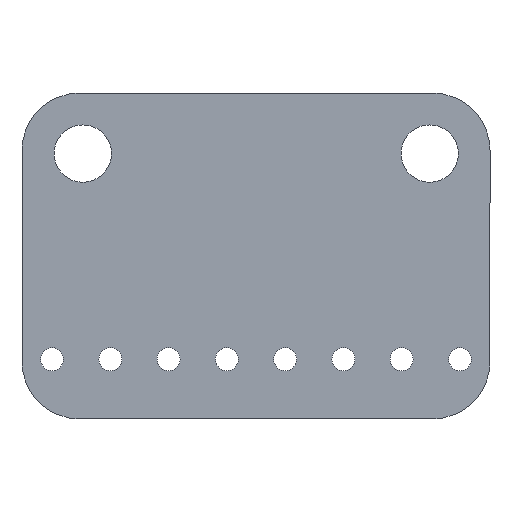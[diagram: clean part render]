
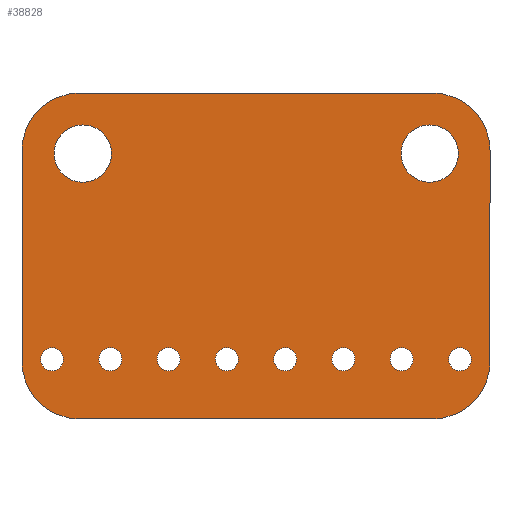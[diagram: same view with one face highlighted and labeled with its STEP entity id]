
A CAD part, front view. The second image highlights one B-rep face of the part: STEP entity #38828.
In plain terms, the highlighted planar face has unit normal (0, -1, 0).
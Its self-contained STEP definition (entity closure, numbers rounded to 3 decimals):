
#197=FACE_BOUND('',#6411,.T.);
#198=FACE_BOUND('',#6412,.T.);
#199=FACE_BOUND('',#6413,.T.);
#200=FACE_BOUND('',#6414,.T.);
#201=FACE_BOUND('',#6415,.T.);
#202=FACE_BOUND('',#6416,.T.);
#203=FACE_BOUND('',#6417,.T.);
#204=FACE_BOUND('',#6418,.T.);
#205=FACE_BOUND('',#6419,.T.);
#206=FACE_BOUND('',#6420,.T.);
#1645=CIRCLE('',#42326,0.5);
#1647=CIRCLE('',#42329,0.5);
#1649=CIRCLE('',#42332,0.5);
#1651=CIRCLE('',#42335,0.5);
#1653=CIRCLE('',#42338,0.5);
#1655=CIRCLE('',#42341,0.5);
#1657=CIRCLE('',#42344,0.5);
#1659=CIRCLE('',#42347,0.5);
#1661=CIRCLE('',#42350,1.25);
#1663=CIRCLE('',#42353,1.25);
#1665=CIRCLE('',#42357,2.5);
#1667=CIRCLE('',#42361,2.5);
#1669=CIRCLE('',#42365,2.5);
#1671=CIRCLE('',#42369,2.5);
#4396=FACE_OUTER_BOUND('',#6410,.T.);
#6410=EDGE_LOOP('',(#35597,#35598,#35599,#35600,#35601,#35602,#35603,#35604));
#6411=EDGE_LOOP('',(#35605));
#6412=EDGE_LOOP('',(#35606));
#6413=EDGE_LOOP('',(#35607));
#6414=EDGE_LOOP('',(#35608));
#6415=EDGE_LOOP('',(#35609));
#6416=EDGE_LOOP('',(#35610));
#6417=EDGE_LOOP('',(#35611));
#6418=EDGE_LOOP('',(#35612));
#6419=EDGE_LOOP('',(#35613));
#6420=EDGE_LOOP('',(#35614));
#10522=LINE('',#66372,#14661);
#10527=LINE('',#66385,#14666);
#10531=LINE('',#66397,#14670);
#10535=LINE('',#66409,#14674);
#14661=VECTOR('',#53388,1000.);
#14666=VECTOR('',#53401,1000.);
#14670=VECTOR('',#53413,1000.);
#14674=VECTOR('',#53425,1000.);
#18481=VERTEX_POINT('',#66308);
#18483=VERTEX_POINT('',#66314);
#18485=VERTEX_POINT('',#66320);
#18487=VERTEX_POINT('',#66326);
#18489=VERTEX_POINT('',#66332);
#18491=VERTEX_POINT('',#66338);
#18493=VERTEX_POINT('',#66344);
#18495=VERTEX_POINT('',#66350);
#18497=VERTEX_POINT('',#66356);
#18499=VERTEX_POINT('',#66362);
#18502=VERTEX_POINT('',#66369);
#18503=VERTEX_POINT('',#66371);
#18505=VERTEX_POINT('',#66377);
#18507=VERTEX_POINT('',#66383);
#18509=VERTEX_POINT('',#66389);
#18511=VERTEX_POINT('',#66395);
#18513=VERTEX_POINT('',#66401);
#18515=VERTEX_POINT('',#66407);
#24185=EDGE_CURVE('',#18481,#18481,#1645,.T.);
#24188=EDGE_CURVE('',#18483,#18483,#1647,.T.);
#24191=EDGE_CURVE('',#18485,#18485,#1649,.T.);
#24194=EDGE_CURVE('',#18487,#18487,#1651,.T.);
#24197=EDGE_CURVE('',#18489,#18489,#1653,.T.);
#24200=EDGE_CURVE('',#18491,#18491,#1655,.T.);
#24203=EDGE_CURVE('',#18493,#18493,#1657,.T.);
#24206=EDGE_CURVE('',#18495,#18495,#1659,.T.);
#24209=EDGE_CURVE('',#18497,#18497,#1661,.T.);
#24212=EDGE_CURVE('',#18499,#18499,#1663,.T.);
#24215=EDGE_CURVE('',#18503,#18502,#10522,.T.);
#24219=EDGE_CURVE('',#18502,#18505,#1665,.T.);
#24222=EDGE_CURVE('',#18505,#18507,#10527,.T.);
#24225=EDGE_CURVE('',#18507,#18509,#1667,.T.);
#24228=EDGE_CURVE('',#18509,#18511,#10531,.T.);
#24231=EDGE_CURVE('',#18511,#18513,#1669,.T.);
#24234=EDGE_CURVE('',#18513,#18515,#10535,.T.);
#24236=EDGE_CURVE('',#18515,#18503,#1671,.T.);
#35597=ORIENTED_EDGE('',*,*,#24219,.T.);
#35598=ORIENTED_EDGE('',*,*,#24222,.T.);
#35599=ORIENTED_EDGE('',*,*,#24225,.T.);
#35600=ORIENTED_EDGE('',*,*,#24228,.T.);
#35601=ORIENTED_EDGE('',*,*,#24231,.T.);
#35602=ORIENTED_EDGE('',*,*,#24234,.T.);
#35603=ORIENTED_EDGE('',*,*,#24236,.T.);
#35604=ORIENTED_EDGE('',*,*,#24215,.T.);
#35605=ORIENTED_EDGE('',*,*,#24206,.F.);
#35606=ORIENTED_EDGE('',*,*,#24200,.F.);
#35607=ORIENTED_EDGE('',*,*,#24194,.F.);
#35608=ORIENTED_EDGE('',*,*,#24188,.F.);
#35609=ORIENTED_EDGE('',*,*,#24212,.F.);
#35610=ORIENTED_EDGE('',*,*,#24185,.F.);
#35611=ORIENTED_EDGE('',*,*,#24191,.F.);
#35612=ORIENTED_EDGE('',*,*,#24197,.F.);
#35613=ORIENTED_EDGE('',*,*,#24203,.F.);
#35614=ORIENTED_EDGE('',*,*,#24209,.F.);
#36855=PLANE('',#42381);
#38828=ADVANCED_FACE('',(#4396,#197,#198,#199,#200,#201,#202,#203,#204,
#205,#206),#36855,.T.);
#42326=AXIS2_PLACEMENT_3D('',#66310,#53319,#53320);
#42329=AXIS2_PLACEMENT_3D('',#66316,#53326,#53327);
#42332=AXIS2_PLACEMENT_3D('',#66322,#53333,#53334);
#42335=AXIS2_PLACEMENT_3D('',#66328,#53340,#53341);
#42338=AXIS2_PLACEMENT_3D('',#66334,#53347,#53348);
#42341=AXIS2_PLACEMENT_3D('',#66340,#53354,#53355);
#42344=AXIS2_PLACEMENT_3D('',#66346,#53361,#53362);
#42347=AXIS2_PLACEMENT_3D('',#66352,#53368,#53369);
#42350=AXIS2_PLACEMENT_3D('',#66358,#53375,#53376);
#42353=AXIS2_PLACEMENT_3D('',#66364,#53382,#53383);
#42357=AXIS2_PLACEMENT_3D('',#66379,#53395,#53396);
#42361=AXIS2_PLACEMENT_3D('',#66391,#53407,#53408);
#42365=AXIS2_PLACEMENT_3D('',#66403,#53419,#53420);
#42369=AXIS2_PLACEMENT_3D('',#66412,#53430,#53431);
#42381=AXIS2_PLACEMENT_3D('',#66464,#53478,#53479);
#53319=DIRECTION('center_axis',(0.,-1.,0.));
#53320=DIRECTION('ref_axis',(0.,0.,-1.));
#53326=DIRECTION('center_axis',(0.,-1.,0.));
#53327=DIRECTION('ref_axis',(0.,0.,-1.));
#53333=DIRECTION('center_axis',(0.,-1.,0.));
#53334=DIRECTION('ref_axis',(0.,0.,-1.));
#53340=DIRECTION('center_axis',(0.,-1.,0.));
#53341=DIRECTION('ref_axis',(0.,0.,-1.));
#53347=DIRECTION('center_axis',(0.,-1.,0.));
#53348=DIRECTION('ref_axis',(0.,0.,-1.));
#53354=DIRECTION('center_axis',(0.,-1.,0.));
#53355=DIRECTION('ref_axis',(0.,0.,-1.));
#53361=DIRECTION('center_axis',(0.,-1.,0.));
#53362=DIRECTION('ref_axis',(0.,0.,-1.));
#53368=DIRECTION('center_axis',(0.,-1.,0.));
#53369=DIRECTION('ref_axis',(0.,0.,-1.));
#53375=DIRECTION('center_axis',(0.,-1.,0.));
#53376=DIRECTION('ref_axis',(0.,0.,-1.));
#53382=DIRECTION('center_axis',(0.,-1.,0.));
#53383=DIRECTION('ref_axis',(0.,0.,-1.));
#53388=DIRECTION('',(1.,0.,0.));
#53395=DIRECTION('center_axis',(0.,-1.,0.));
#53396=DIRECTION('ref_axis',(0.,0.,-1.));
#53401=DIRECTION('',(0.,0.,1.));
#53407=DIRECTION('center_axis',(0.,-1.,0.));
#53408=DIRECTION('ref_axis',(0.,0.,-1.));
#53413=DIRECTION('',(-1.,0.,0.));
#53419=DIRECTION('center_axis',(0.,-1.,0.));
#53420=DIRECTION('ref_axis',(0.,0.,-1.));
#53425=DIRECTION('',(0.,0.,-1.));
#53430=DIRECTION('center_axis',(0.,-1.,0.));
#53431=DIRECTION('ref_axis',(0.,0.,-1.));
#53478=DIRECTION('center_axis',(0.,-1.,0.));
#53479=DIRECTION('ref_axis',(0.,0.,-1.));
#66308=CARTESIAN_POINT('',(1.451,-0.8,-18.421));
#66310=CARTESIAN_POINT('Origin',(1.451,-0.8,-18.921));
#66314=CARTESIAN_POINT('',(-1.089,-0.8,-18.421));
#66316=CARTESIAN_POINT('Origin',(-1.089,-0.8,-18.921));
#66320=CARTESIAN_POINT('',(-3.629,-0.8,-18.421));
#66322=CARTESIAN_POINT('Origin',(-3.629,-0.8,-18.921));
#66326=CARTESIAN_POINT('',(-6.169,-0.8,-18.421));
#66328=CARTESIAN_POINT('Origin',(-6.169,-0.8,-18.921));
#66332=CARTESIAN_POINT('',(-8.709,-0.8,-18.421));
#66334=CARTESIAN_POINT('Origin',(-8.709,-0.8,-18.921));
#66338=CARTESIAN_POINT('',(-11.249,-0.8,-18.421));
#66340=CARTESIAN_POINT('Origin',(-11.249,-0.8,-18.921));
#66344=CARTESIAN_POINT('',(-13.789,-0.8,-18.421));
#66346=CARTESIAN_POINT('Origin',(-13.789,-0.8,-18.921));
#66350=CARTESIAN_POINT('',(-16.329,-0.8,-18.421));
#66352=CARTESIAN_POINT('Origin',(-16.329,-0.8,-18.921));
#66356=CARTESIAN_POINT('',(-15.01,-0.8,-26.635));
#66358=CARTESIAN_POINT('Origin',(-15.01,-0.8,-27.885));
#66362=CARTESIAN_POINT('',(0.111,-0.8,-26.635));
#66364=CARTESIAN_POINT('Origin',(0.111,-0.8,-27.885));
#66369=CARTESIAN_POINT('',(0.261,-0.8,-30.521));
#66371=CARTESIAN_POINT('',(-15.139,-0.8,-30.521));
#66372=CARTESIAN_POINT('',(-15.139,-0.8,-30.521));
#66377=CARTESIAN_POINT('',(2.761,-0.8,-28.021));
#66379=CARTESIAN_POINT('Origin',(0.261,-0.8,-28.021));
#66383=CARTESIAN_POINT('',(2.761,-0.8,-18.821));
#66385=CARTESIAN_POINT('',(2.761,-0.8,-28.021));
#66389=CARTESIAN_POINT('',(0.261,-0.8,-16.321));
#66391=CARTESIAN_POINT('Origin',(0.261,-0.8,-18.821));
#66395=CARTESIAN_POINT('',(-15.139,-0.8,-16.321));
#66397=CARTESIAN_POINT('',(0.261,-0.8,-16.321));
#66401=CARTESIAN_POINT('',(-17.639,-0.8,-18.821));
#66403=CARTESIAN_POINT('Origin',(-15.139,-0.8,-18.821));
#66407=CARTESIAN_POINT('',(-17.639,-0.8,-28.021));
#66409=CARTESIAN_POINT('',(-17.639,-0.8,-18.821));
#66412=CARTESIAN_POINT('Origin',(-15.139,-0.8,-28.021));
#66464=CARTESIAN_POINT('Origin',(0.261,-0.8,-28.021));
